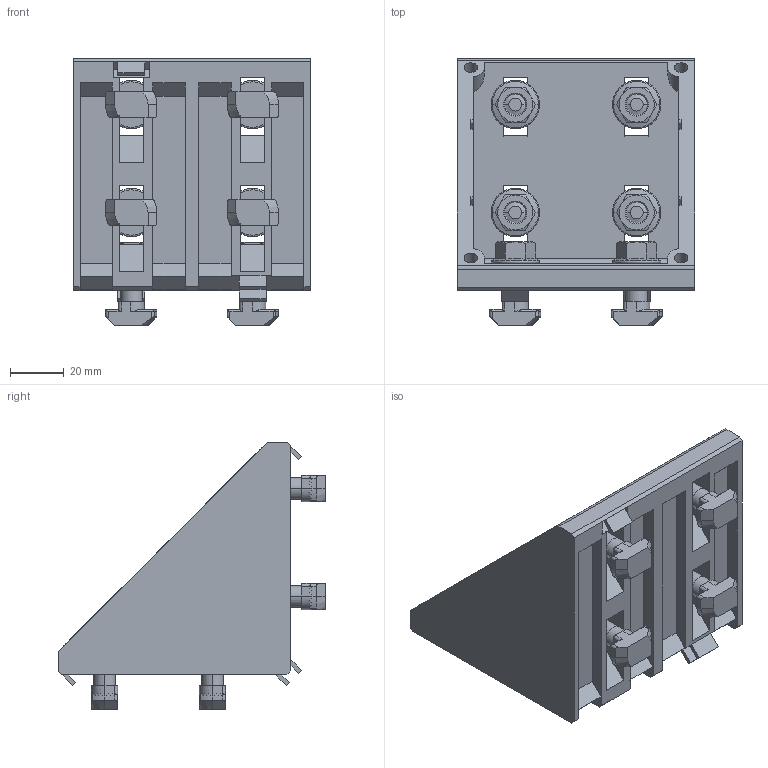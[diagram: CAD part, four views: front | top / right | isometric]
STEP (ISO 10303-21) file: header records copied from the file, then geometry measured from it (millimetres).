
FILE_DESCRIPTION((''),'2;1');
FILE_NAME('11107_KOTNIK_AL_90X90_KPL_ASM','2022-09-16T13:41:24',('PredragRovcanin'),('Audax d.o.o.'),'CREO PARAMETRIC BY PTC INC, 2020281','CREO PARAMETRIC BY PTC INC, 2020281','');
FILE_SCHEMA(('AUTOMOTIVE_DESIGN { 1 0 10303 214 1 1 1 1 }'));
Length unit declared in the file: millimetre
Products named in the file (4): 11107_KOTNIK_AL_90X90_U10; VIJAK_KLAD_GL_M8X25; 11052_MATICA_PRIROBNICA_M8; 11107_KOTNIK_AL_90X90_KPL_ASM
Assembly tree (17 placements, depth 2):
  11107_KOTNIK_AL_90X90_KPL_ASM
    11107_KOTNIK_AL_90X90_U10
    VIJAK_KLAD_GL_M8X25  x8
    11052_MATICA_PRIROBNICA_M8  x8
Bounding box: 88 x 98.8 x 98.8 mm (x, y, z)
Volume: 149023.2 mm3; surface area: 74359 mm2
Topology: 17 solids, 33 shells, 817 faces, 2202 edges, 1496 vertices
Faces by surface type: plane 518, cylinder 171, cone 112, torus 16
Entity records: 11465 total; most frequent: CARTESIAN_POINT 1725, ORIENTED_EDGE 1316, DIRECTION 1308, PRESENTATION_STYLE_ASSIGNMENT 714, STYLED_ITEM 714, CURVE_STYLE 709, EDGE_CURVE 662, VECTOR 516
